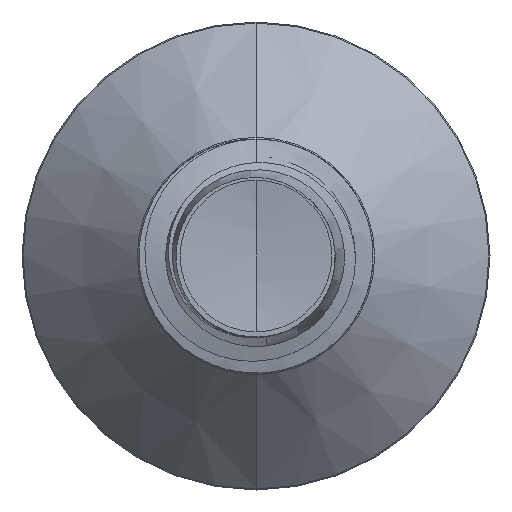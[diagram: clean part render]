
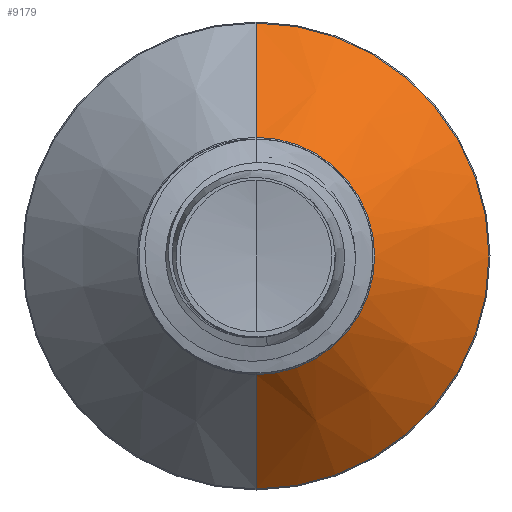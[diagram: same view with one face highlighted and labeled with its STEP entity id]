
A CAD part, front view. The second image highlights one B-rep face of the part: STEP entity #9179.
In plain terms, the highlighted conical face has half-angle 45 degrees and reference radius 1.522 mm.
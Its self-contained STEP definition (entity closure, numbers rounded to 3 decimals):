
#429 = EDGE_CURVE ( 'NONE', #23564, #4627, #20045, .T. ) ;
#431 = DIRECTION ( 'NONE',  ( 0., 0., 1. ) ) ;
#749 = CARTESIAN_POINT ( 'NONE',  ( 0., 13.972, 1.522 ) ) ;
#2016 = ORIENTED_EDGE ( 'NONE', *, *, #429, .T. ) ;
#2259 = CARTESIAN_POINT ( 'NONE',  ( 0., 13.972, 0. ) ) ;
#4081 = CIRCLE ( 'NONE', #26320, 1.522 ) ;
#4627 = VERTEX_POINT ( 'NONE', #24431 ) ;
#5017 = DIRECTION ( 'NONE',  ( 0., 0., 1. ) ) ;
#5108 = DIRECTION ( 'NONE',  ( 0., 1., 0. ) ) ;
#7634 = ORIENTED_EDGE ( 'NONE', *, *, #13090, .T. ) ;
#8127 = VERTEX_POINT ( 'NONE', #12209 ) ;
#9179 = ADVANCED_FACE ( 'NONE', ( #26104 ), #32553, .T. ) ;
#10271 = EDGE_LOOP ( 'NONE', ( #7634, #2016, #24859, #19291 ) ) ;
#12209 = CARTESIAN_POINT ( 'NONE',  ( 0., 15.437, 2.987 ) ) ;
#12756 = VECTOR ( 'NONE', #24432, 1000. ) ;
#13090 = EDGE_CURVE ( 'NONE', #32611, #23564, #4081, .T. ) ;
#13956 = LINE ( 'NONE', #30978, #28552 ) ;
#14324 = EDGE_CURVE ( 'NONE', #8127, #4627, #27342, .T. ) ;
#16962 = CARTESIAN_POINT ( 'NONE',  ( 0., 13.972, -1.522 ) ) ;
#16990 = CARTESIAN_POINT ( 'NONE',  ( 0., 13.972, 0. ) ) ;
#19291 = ORIENTED_EDGE ( 'NONE', *, *, #23280, .F. ) ;
#20045 = LINE ( 'NONE', #16962, #12756 ) ;
#21559 = DIRECTION ( 'NONE',  ( 0., 1., 0. ) ) ;
#21645 = CARTESIAN_POINT ( 'NONE',  ( 0., 15.437, 0. ) ) ;
#23280 = EDGE_CURVE ( 'NONE', #32611, #8127, #13956, .T. ) ;
#23564 = VERTEX_POINT ( 'NONE', #28957 ) ;
#24399 = DIRECTION ( 'NONE',  ( 0., 0., 1. ) ) ;
#24431 = CARTESIAN_POINT ( 'NONE',  ( 0., 15.437, -2.987 ) ) ;
#24432 = DIRECTION ( 'NONE',  ( 0., 0.707, -0.707 ) ) ;
#24859 = ORIENTED_EDGE ( 'NONE', *, *, #14324, .F. ) ;
#26104 = FACE_OUTER_BOUND ( 'NONE', #10271, .T. ) ;
#26320 = AXIS2_PLACEMENT_3D ( 'NONE', #2259, #21559, #5017 ) ;
#27342 = CIRCLE ( 'NONE', #27459, 2.987 ) ;
#27459 = AXIS2_PLACEMENT_3D ( 'NONE', #21645, #5108, #24399 ) ;
#28552 = VECTOR ( 'NONE', #33753, 1000. ) ;
#28957 = CARTESIAN_POINT ( 'NONE',  ( 0., 13.972, -1.522 ) ) ;
#30193 = AXIS2_PLACEMENT_3D ( 'NONE', #16990, #33412, #431 ) ;
#30978 = CARTESIAN_POINT ( 'NONE',  ( 0., 13.972, 1.522 ) ) ;
#32553 = CONICAL_SURFACE ( 'NONE', #30193, 1.522, 0.785 ) ;
#32611 = VERTEX_POINT ( 'NONE', #749 ) ;
#33412 = DIRECTION ( 'NONE',  ( 0., 1., 0. ) ) ;
#33753 = DIRECTION ( 'NONE',  ( 0., 0.707, 0.707 ) ) ;
